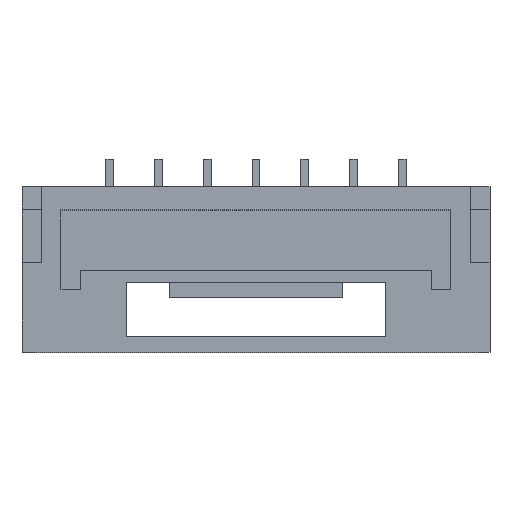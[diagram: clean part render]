
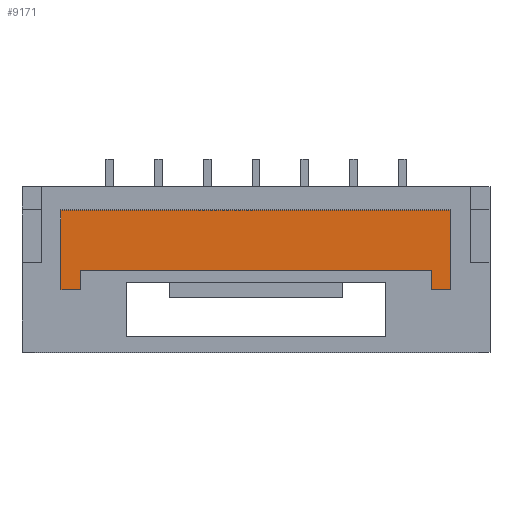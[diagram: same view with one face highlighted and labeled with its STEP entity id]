
A CAD part, top view. The second image highlights one B-rep face of the part: STEP entity #9171.
In plain terms, the highlighted planar face has unit normal (0, 0, 1).
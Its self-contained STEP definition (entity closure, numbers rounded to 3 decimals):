
#6073 = PLANE('',#6074);
#6074 = AXIS2_PLACEMENT_3D('',#6075,#6076,#6077);
#6075 = CARTESIAN_POINT('',(5.,2.075,1.275));
#6076 = DIRECTION('',(0.,-1.,0.));
#6077 = DIRECTION('',(0.,0.,1.));
#6101 = PLANE('',#6102);
#6102 = AXIS2_PLACEMENT_3D('',#6103,#6104,#6105);
#6103 = CARTESIAN_POINT('',(4.5,2.075,1.275));
#6104 = DIRECTION('',(-1.,0.,0.));
#6105 = DIRECTION('',(0.,-1.,0.));
#6129 = PLANE('',#6130);
#6130 = AXIS2_PLACEMENT_3D('',#6131,#6132,#6133);
#6131 = CARTESIAN_POINT('',(4.5,2.575,1.275));
#6132 = DIRECTION('',(0.,-1.,0.));
#6133 = DIRECTION('',(0.,0.,1.));
#6157 = PLANE('',#6158);
#6158 = AXIS2_PLACEMENT_3D('',#6159,#6160,#6161);
#6159 = CARTESIAN_POINT('',(-4.5,2.575,1.275));
#6160 = DIRECTION('',(1.,0.,0.));
#6161 = DIRECTION('',(0.,0.,1.));
#6185 = PLANE('',#6186);
#6186 = AXIS2_PLACEMENT_3D('',#6187,#6188,#6189);
#6187 = CARTESIAN_POINT('',(-5.,2.075,1.275));
#6188 = DIRECTION('',(0.,-1.,0.));
#6189 = DIRECTION('',(0.,0.,1.));
#6213 = PLANE('',#6214);
#6214 = AXIS2_PLACEMENT_3D('',#6215,#6216,#6217);
#6215 = CARTESIAN_POINT('',(-5.,2.075,1.275));
#6216 = DIRECTION('',(-1.,0.,0.));
#6217 = DIRECTION('',(0.,-1.,0.));
#6241 = PLANE('',#6242);
#6242 = AXIS2_PLACEMENT_3D('',#6243,#6244,#6245);
#6243 = CARTESIAN_POINT('',(5.,4.125,1.275));
#6244 = DIRECTION('',(0.,1.,0.));
#6245 = DIRECTION('',(-1.,0.,0.));
#6267 = PLANE('',#6268);
#6268 = AXIS2_PLACEMENT_3D('',#6269,#6270,#6271);
#6269 = CARTESIAN_POINT('',(5.,2.075,1.275));
#6270 = DIRECTION('',(1.,0.,0.));
#6271 = DIRECTION('',(0.,0.,1.));
#8486 = VERTEX_POINT('',#8487);
#8487 = CARTESIAN_POINT('',(-4.5,2.575,1.275));
#8508 = EDGE_CURVE('',#8509,#8486,#8511,.T.);
#8509 = VERTEX_POINT('',#8510);
#8510 = CARTESIAN_POINT('',(-4.5,2.075,1.275));
#8511 = SURFACE_CURVE('',#8512,(#8516,#8523),.PCURVE_S1.);
#8512 = LINE('',#8513,#8514);
#8513 = CARTESIAN_POINT('',(-4.5,2.575,1.275));
#8514 = VECTOR('',#8515,1.);
#8515 = DIRECTION('',(0.,1.,0.));
#8516 = PCURVE('',#6157,#8517);
#8517 = DEFINITIONAL_REPRESENTATION('',(#8518),#8522);
#8518 = LINE('',#8519,#8520);
#8519 = CARTESIAN_POINT('',(0.,-0.));
#8520 = VECTOR('',#8521,1.);
#8521 = DIRECTION('',(0.,-1.));
#8522 = ( GEOMETRIC_REPRESENTATION_CONTEXT(2) 
PARAMETRIC_REPRESENTATION_CONTEXT() REPRESENTATION_CONTEXT('2D SPACE',''
  ) );
#8523 = PCURVE('',#8524,#8529);
#8524 = PLANE('',#8525);
#8525 = AXIS2_PLACEMENT_3D('',#8526,#8527,#8528);
#8526 = CARTESIAN_POINT('',(-4.5,2.075,1.275));
#8527 = DIRECTION('',(0.,0.,1.));
#8528 = DIRECTION('',(-1.,0.,0.));
#8529 = DEFINITIONAL_REPRESENTATION('',(#8530),#8534);
#8530 = LINE('',#8531,#8532);
#8531 = CARTESIAN_POINT('',(0.,-0.5));
#8532 = VECTOR('',#8533,1.);
#8533 = DIRECTION('',(0.,-1.));
#8534 = ( GEOMETRIC_REPRESENTATION_CONTEXT(2) 
PARAMETRIC_REPRESENTATION_CONTEXT() REPRESENTATION_CONTEXT('2D SPACE',''
  ) );
#8562 = VERTEX_POINT('',#8563);
#8563 = CARTESIAN_POINT('',(-5.,4.125,1.275));
#8584 = EDGE_CURVE('',#8585,#8562,#8587,.T.);
#8585 = VERTEX_POINT('',#8586);
#8586 = CARTESIAN_POINT('',(5.,4.125,1.275));
#8587 = SURFACE_CURVE('',#8588,(#8592,#8599),.PCURVE_S1.);
#8588 = LINE('',#8589,#8590);
#8589 = CARTESIAN_POINT('',(5.,4.125,1.275));
#8590 = VECTOR('',#8591,1.);
#8591 = DIRECTION('',(-1.,0.,0.));
#8592 = PCURVE('',#6241,#8593);
#8593 = DEFINITIONAL_REPRESENTATION('',(#8594),#8598);
#8594 = LINE('',#8595,#8596);
#8595 = CARTESIAN_POINT('',(0.,0.));
#8596 = VECTOR('',#8597,1.);
#8597 = DIRECTION('',(1.,0.));
#8598 = ( GEOMETRIC_REPRESENTATION_CONTEXT(2) 
PARAMETRIC_REPRESENTATION_CONTEXT() REPRESENTATION_CONTEXT('2D SPACE',''
  ) );
#8599 = PCURVE('',#8524,#8600);
#8600 = DEFINITIONAL_REPRESENTATION('',(#8601),#8605);
#8601 = LINE('',#8602,#8603);
#8602 = CARTESIAN_POINT('',(-9.5,-2.05));
#8603 = VECTOR('',#8604,1.);
#8604 = DIRECTION('',(1.,0.));
#8605 = ( GEOMETRIC_REPRESENTATION_CONTEXT(2) 
PARAMETRIC_REPRESENTATION_CONTEXT() REPRESENTATION_CONTEXT('2D SPACE',''
  ) );
#8633 = VERTEX_POINT('',#8634);
#8634 = CARTESIAN_POINT('',(4.5,2.075,1.275));
#8655 = EDGE_CURVE('',#8656,#8633,#8658,.T.);
#8656 = VERTEX_POINT('',#8657);
#8657 = CARTESIAN_POINT('',(4.5,2.575,1.275));
#8658 = SURFACE_CURVE('',#8659,(#8663,#8670),.PCURVE_S1.);
#8659 = LINE('',#8660,#8661);
#8660 = CARTESIAN_POINT('',(4.5,2.075,1.275));
#8661 = VECTOR('',#8662,1.);
#8662 = DIRECTION('',(0.,-1.,0.));
#8663 = PCURVE('',#6101,#8664);
#8664 = DEFINITIONAL_REPRESENTATION('',(#8665),#8669);
#8665 = LINE('',#8666,#8667);
#8666 = CARTESIAN_POINT('',(0.,0.));
#8667 = VECTOR('',#8668,1.);
#8668 = DIRECTION('',(1.,0.));
#8669 = ( GEOMETRIC_REPRESENTATION_CONTEXT(2) 
PARAMETRIC_REPRESENTATION_CONTEXT() REPRESENTATION_CONTEXT('2D SPACE',''
  ) );
#8670 = PCURVE('',#8524,#8671);
#8671 = DEFINITIONAL_REPRESENTATION('',(#8672),#8676);
#8672 = LINE('',#8673,#8674);
#8673 = CARTESIAN_POINT('',(-9.,-0.));
#8674 = VECTOR('',#8675,1.);
#8675 = DIRECTION('',(0.,1.));
#8676 = ( GEOMETRIC_REPRESENTATION_CONTEXT(2) 
PARAMETRIC_REPRESENTATION_CONTEXT() REPRESENTATION_CONTEXT('2D SPACE',''
  ) );
#8704 = EDGE_CURVE('',#8705,#8509,#8707,.T.);
#8705 = VERTEX_POINT('',#8706);
#8706 = CARTESIAN_POINT('',(-5.,2.075,1.275));
#8707 = SURFACE_CURVE('',#8708,(#8712,#8719),.PCURVE_S1.);
#8708 = LINE('',#8709,#8710);
#8709 = CARTESIAN_POINT('',(-5.,2.075,1.275));
#8710 = VECTOR('',#8711,1.);
#8711 = DIRECTION('',(1.,0.,0.));
#8712 = PCURVE('',#6185,#8713);
#8713 = DEFINITIONAL_REPRESENTATION('',(#8714),#8718);
#8714 = LINE('',#8715,#8716);
#8715 = CARTESIAN_POINT('',(0.,0.));
#8716 = VECTOR('',#8717,1.);
#8717 = DIRECTION('',(0.,-1.));
#8718 = ( GEOMETRIC_REPRESENTATION_CONTEXT(2) 
PARAMETRIC_REPRESENTATION_CONTEXT() REPRESENTATION_CONTEXT('2D SPACE',''
  ) );
#8719 = PCURVE('',#8524,#8720);
#8720 = DEFINITIONAL_REPRESENTATION('',(#8721),#8725);
#8721 = LINE('',#8722,#8723);
#8722 = CARTESIAN_POINT('',(0.5,0.));
#8723 = VECTOR('',#8724,1.);
#8724 = DIRECTION('',(-1.,-0.));
#8725 = ( GEOMETRIC_REPRESENTATION_CONTEXT(2) 
PARAMETRIC_REPRESENTATION_CONTEXT() REPRESENTATION_CONTEXT('2D SPACE',''
  ) );
#8753 = EDGE_CURVE('',#8754,#8585,#8756,.T.);
#8754 = VERTEX_POINT('',#8755);
#8755 = CARTESIAN_POINT('',(5.,2.075,1.275));
#8756 = SURFACE_CURVE('',#8757,(#8761,#8768),.PCURVE_S1.);
#8757 = LINE('',#8758,#8759);
#8758 = CARTESIAN_POINT('',(5.,2.075,1.275));
#8759 = VECTOR('',#8760,1.);
#8760 = DIRECTION('',(0.,1.,0.));
#8761 = PCURVE('',#6267,#8762);
#8762 = DEFINITIONAL_REPRESENTATION('',(#8763),#8767);
#8763 = LINE('',#8764,#8765);
#8764 = CARTESIAN_POINT('',(0.,-0.));
#8765 = VECTOR('',#8766,1.);
#8766 = DIRECTION('',(0.,-1.));
#8767 = ( GEOMETRIC_REPRESENTATION_CONTEXT(2) 
PARAMETRIC_REPRESENTATION_CONTEXT() REPRESENTATION_CONTEXT('2D SPACE',''
  ) );
#8768 = PCURVE('',#8524,#8769);
#8769 = DEFINITIONAL_REPRESENTATION('',(#8770),#8774);
#8770 = LINE('',#8771,#8772);
#8771 = CARTESIAN_POINT('',(-9.5,-0.));
#8772 = VECTOR('',#8773,1.);
#8773 = DIRECTION('',(0.,-1.));
#8774 = ( GEOMETRIC_REPRESENTATION_CONTEXT(2) 
PARAMETRIC_REPRESENTATION_CONTEXT() REPRESENTATION_CONTEXT('2D SPACE',''
  ) );
#8802 = EDGE_CURVE('',#8486,#8656,#8803,.T.);
#8803 = SURFACE_CURVE('',#8804,(#8808,#8815),.PCURVE_S1.);
#8804 = LINE('',#8805,#8806);
#8805 = CARTESIAN_POINT('',(4.5,2.575,1.275));
#8806 = VECTOR('',#8807,1.);
#8807 = DIRECTION('',(1.,0.,0.));
#8808 = PCURVE('',#6129,#8809);
#8809 = DEFINITIONAL_REPRESENTATION('',(#8810),#8814);
#8810 = LINE('',#8811,#8812);
#8811 = CARTESIAN_POINT('',(0.,0.));
#8812 = VECTOR('',#8813,1.);
#8813 = DIRECTION('',(0.,-1.));
#8814 = ( GEOMETRIC_REPRESENTATION_CONTEXT(2) 
PARAMETRIC_REPRESENTATION_CONTEXT() REPRESENTATION_CONTEXT('2D SPACE',''
  ) );
#8815 = PCURVE('',#8524,#8816);
#8816 = DEFINITIONAL_REPRESENTATION('',(#8817),#8821);
#8817 = LINE('',#8818,#8819);
#8818 = CARTESIAN_POINT('',(-9.,-0.5));
#8819 = VECTOR('',#8820,1.);
#8820 = DIRECTION('',(-1.,-0.));
#8821 = ( GEOMETRIC_REPRESENTATION_CONTEXT(2) 
PARAMETRIC_REPRESENTATION_CONTEXT() REPRESENTATION_CONTEXT('2D SPACE',''
  ) );
#8829 = EDGE_CURVE('',#8562,#8705,#8830,.T.);
#8830 = SURFACE_CURVE('',#8831,(#8835,#8842),.PCURVE_S1.);
#8831 = LINE('',#8832,#8833);
#8832 = CARTESIAN_POINT('',(-5.,2.075,1.275));
#8833 = VECTOR('',#8834,1.);
#8834 = DIRECTION('',(0.,-1.,0.));
#8835 = PCURVE('',#6213,#8836);
#8836 = DEFINITIONAL_REPRESENTATION('',(#8837),#8841);
#8837 = LINE('',#8838,#8839);
#8838 = CARTESIAN_POINT('',(-0.,0.));
#8839 = VECTOR('',#8840,1.);
#8840 = DIRECTION('',(1.,0.));
#8841 = ( GEOMETRIC_REPRESENTATION_CONTEXT(2) 
PARAMETRIC_REPRESENTATION_CONTEXT() REPRESENTATION_CONTEXT('2D SPACE',''
  ) );
#8842 = PCURVE('',#8524,#8843);
#8843 = DEFINITIONAL_REPRESENTATION('',(#8844),#8848);
#8844 = LINE('',#8845,#8846);
#8845 = CARTESIAN_POINT('',(0.5,0.));
#8846 = VECTOR('',#8847,1.);
#8847 = DIRECTION('',(0.,1.));
#8848 = ( GEOMETRIC_REPRESENTATION_CONTEXT(2) 
PARAMETRIC_REPRESENTATION_CONTEXT() REPRESENTATION_CONTEXT('2D SPACE',''
  ) );
#8856 = EDGE_CURVE('',#8633,#8754,#8857,.T.);
#8857 = SURFACE_CURVE('',#8858,(#8862,#8869),.PCURVE_S1.);
#8858 = LINE('',#8859,#8860);
#8859 = CARTESIAN_POINT('',(5.,2.075,1.275));
#8860 = VECTOR('',#8861,1.);
#8861 = DIRECTION('',(1.,0.,0.));
#8862 = PCURVE('',#6073,#8863);
#8863 = DEFINITIONAL_REPRESENTATION('',(#8864),#8868);
#8864 = LINE('',#8865,#8866);
#8865 = CARTESIAN_POINT('',(0.,0.));
#8866 = VECTOR('',#8867,1.);
#8867 = DIRECTION('',(0.,-1.));
#8868 = ( GEOMETRIC_REPRESENTATION_CONTEXT(2) 
PARAMETRIC_REPRESENTATION_CONTEXT() REPRESENTATION_CONTEXT('2D SPACE',''
  ) );
#8869 = PCURVE('',#8524,#8870);
#8870 = DEFINITIONAL_REPRESENTATION('',(#8871),#8875);
#8871 = LINE('',#8872,#8873);
#8872 = CARTESIAN_POINT('',(-9.5,-0.));
#8873 = VECTOR('',#8874,1.);
#8874 = DIRECTION('',(-1.,-0.));
#8875 = ( GEOMETRIC_REPRESENTATION_CONTEXT(2) 
PARAMETRIC_REPRESENTATION_CONTEXT() REPRESENTATION_CONTEXT('2D SPACE',''
  ) );
#9171 = ADVANCED_FACE('',(#9172),#8524,.T.);
#9172 = FACE_BOUND('',#9173,.T.);
#9173 = EDGE_LOOP('',(#9174,#9175,#9176,#9177,#9178,#9179,#9180,#9181));
#9174 = ORIENTED_EDGE('',*,*,#8856,.T.);
#9175 = ORIENTED_EDGE('',*,*,#8753,.T.);
#9176 = ORIENTED_EDGE('',*,*,#8584,.T.);
#9177 = ORIENTED_EDGE('',*,*,#8829,.T.);
#9178 = ORIENTED_EDGE('',*,*,#8704,.T.);
#9179 = ORIENTED_EDGE('',*,*,#8508,.T.);
#9180 = ORIENTED_EDGE('',*,*,#8802,.T.);
#9181 = ORIENTED_EDGE('',*,*,#8655,.T.);
